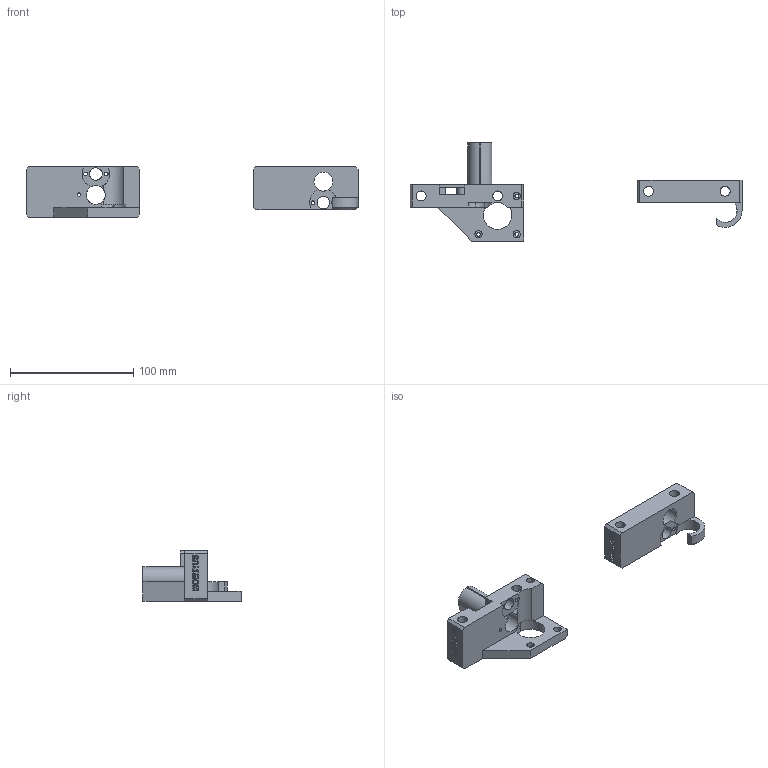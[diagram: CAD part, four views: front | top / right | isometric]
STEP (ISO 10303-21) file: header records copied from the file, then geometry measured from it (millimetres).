
FILE_DESCRIPTION(('FreeCAD Model'),'2;1');
FILE_NAME('x_husillos.step', '2015-10-30T11:55:04',('Author'),(''), 'Open CASCADE STEP processor 6.8','FreeCAD','Unknown');
FILE_SCHEMA(('AUTOMOTIVE_DESIGN_CC2 { 1 2 10303 214 -1 1 5 4 }'));
Length unit declared in the file: millimetre
Products named in the file (3): ASSEMBLY; Chamfer004; Cut002
Assembly tree (2 placements, depth 2):
  ASSEMBLY
    Chamfer004
    Cut002
Bounding box: 269 x 79.5 x 41 mm (x, y, z)
Volume: 111889.5 mm3; surface area: 39808.2 mm2
Topology: 2 solids, 2 shells, 289 faces, 855 edges, 591 vertices
Faces by surface type: plane 183, bspline 65, cylinder 38, extrusion 2, cone 1
Full cylindrical faces by diameter (mm): 2.8 x1, 3 x9, 6 x4, 8.1 x3, 10.2 x2, 15.3 x2
Entity records: 43383 total; most frequent: CARTESIAN_POINT 28010, DIRECTION 2204, ORIENTED_EDGE 1712, PCURVE 1712, DEFINITIONAL_REPRESENTATION 1712, VECTOR 1479, LINE 1477, B_SPLINE_CURVE_WITH_KNOTS 873
